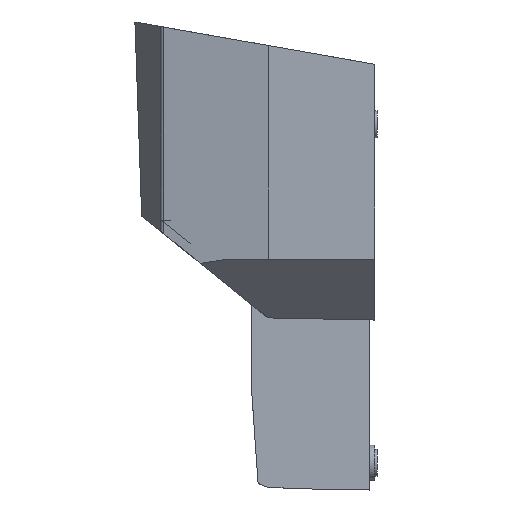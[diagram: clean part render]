
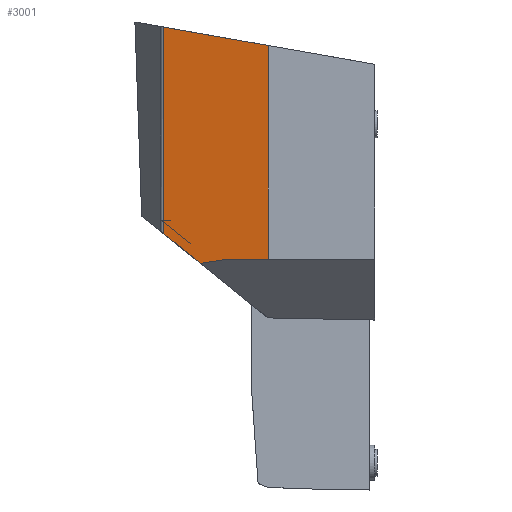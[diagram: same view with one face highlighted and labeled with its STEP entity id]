
A CAD part, left-side view. The second image highlights one B-rep face of the part: STEP entity #3001.
In plain terms, the highlighted planar face has unit normal (-0.987, 0.158, 0).
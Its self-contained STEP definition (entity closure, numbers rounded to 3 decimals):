
#3001=ADVANCED_FACE('NONE',(#6945),#6946,.F.);
#6945=FACE_OUTER_BOUND('',#11753,.T.);
#6946=PLANE('',#11754);
#11753=EDGE_LOOP('',(#25477,#25478,#25479,#25480,#25481,#25482));
#11754=AXIS2_PLACEMENT_3D('',#25483,#25484,#25485);
#25477=ORIENTED_EDGE('',*,*,#36561,.F.);
#25478=ORIENTED_EDGE('',*,*,#39576,.T.);
#25479=ORIENTED_EDGE('',*,*,#39577,.T.);
#25480=ORIENTED_EDGE('',*,*,#39578,.T.);
#25481=ORIENTED_EDGE('',*,*,#36571,.F.);
#25482=ORIENTED_EDGE('',*,*,#39482,.F.);
#25483=CARTESIAN_POINT('',(6.066,91.429,195.484));
#25484=DIRECTION('',(0.987,-0.158,0.));
#25485=DIRECTION('',(0.0,0.,-1.0));
#36561=EDGE_CURVE('NONE',#46161,#46163,#46164,.T.);
#36571=EDGE_CURVE('NONE',#46177,#46179,#46180,.T.);
#39482=EDGE_CURVE('NONE',#46163,#46177,#50999,.T.);
#39576=EDGE_CURVE('NONE',#46161,#51152,#51153,.T.);
#39577=EDGE_CURVE('NONE',#51152,#51154,#51155,.T.);
#39578=EDGE_CURVE('NONE',#51154,#46179,#51156,.T.);
#46161=VERTEX_POINT('',#62847);
#46163=VERTEX_POINT('',#62850);
#46164=LINE('',#62851,#62852);
#46177=VERTEX_POINT('',#62870);
#46179=VERTEX_POINT('',#62872);
#46180=LINE('',#62873,#62874);
#50999=LINE('',#73640,#73641);
#51152=VERTEX_POINT('',#73848);
#51153=LINE('',#73849,#73850);
#51154=VERTEX_POINT('',#73851);
#51155=LINE('',#73852,#73853);
#51156=LINE('',#73854,#73855);
#62847=CARTESIAN_POINT('',(7.461,100.135,128.481));
#62850=CARTESIAN_POINT('',(10.813,121.056,145.35));
#62851=CARTESIAN_POINT('',(1.336,61.906,97.658));
#62852=VECTOR('',#83290,1.0);
#62870=CARTESIAN_POINT('',(10.813,121.056,262.486));
#62872=CARTESIAN_POINT('',(1.319,61.8,252.037));
#62873=CARTESIAN_POINT('',(-8.113,2.939,241.658));
#62874=VECTOR('',#83302,1.0);
#73640=CARTESIAN_POINT('',(10.813,121.056,205.954));
#73641=VECTOR('',#84733,1.0);
#73848=CARTESIAN_POINT('',(5.082,85.29,130.829));
#73849=CARTESIAN_POINT('',(4.483,81.551,131.42));
#73850=VECTOR('',#84869,1.0);
#73851=CARTESIAN_POINT('',(1.319,61.801,130.829));
#73852=CARTESIAN_POINT('',(6.066,91.429,130.829));
#73853=VECTOR('',#84870,1.0);
#73854=CARTESIAN_POINT('',(1.319,61.801,195.484));
#73855=VECTOR('',#84871,1.0);
#83290=DIRECTION('',(0.124,0.772,0.623));
#83302=DIRECTION('',(-0.156,-0.973,-0.172));
#84733=DIRECTION('',(0.,0.,1.0));
#84869=DIRECTION('',(-0.156,-0.976,0.154));
#84870=DIRECTION('',(-0.158,-0.987,0.));
#84871=DIRECTION('',(0.,0.,1.0));
